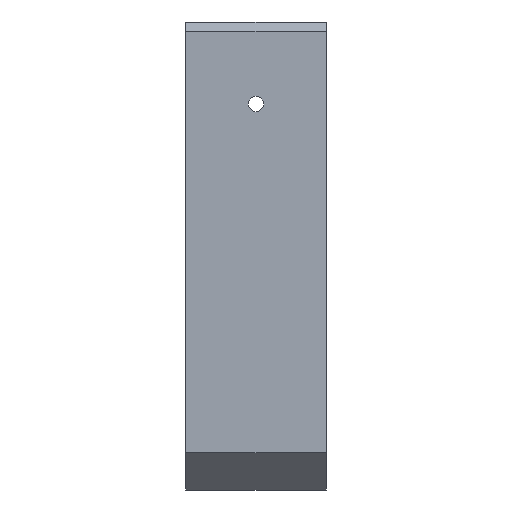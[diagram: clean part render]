
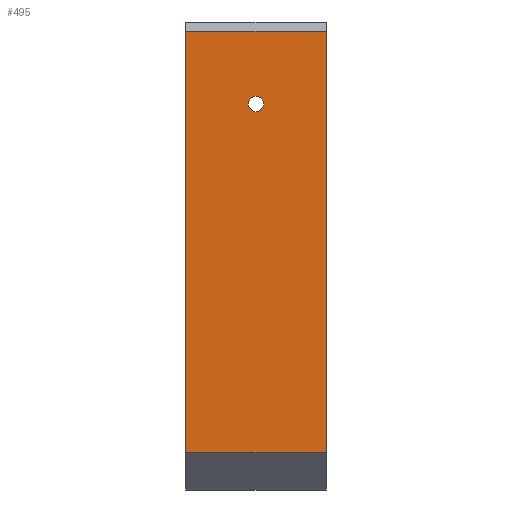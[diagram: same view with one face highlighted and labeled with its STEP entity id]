
A CAD part, front view. The second image highlights one B-rep face of the part: STEP entity #495.
In plain terms, the highlighted planar face has unit normal (0, -1, 0).
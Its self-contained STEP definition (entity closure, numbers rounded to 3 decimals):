
#2 = DIRECTION ( 'NONE',  ( 0., 0., 1. ) ) ;
#8 = ORIENTED_EDGE ( 'NONE', *, *, #514, .T. ) ;
#11 = DIRECTION ( 'NONE',  ( 0., 0., -1. ) ) ;
#38 = ORIENTED_EDGE ( 'NONE', *, *, #592, .T. ) ;
#44 = CIRCLE ( 'NONE', #731, 1.65 ) ;
#57 = VERTEX_POINT ( 'NONE', #336 ) ;
#70 = VERTEX_POINT ( 'NONE', #681 ) ;
#130 = PLANE ( 'NONE',  #683 ) ;
#151 = LINE ( 'NONE', #156, #519 ) ;
#156 = CARTESIAN_POINT ( 'NONE',  ( -15., -38., 7.5 ) ) ;
#160 = LINE ( 'NONE', #1009, #571 ) ;
#178 = CIRCLE ( 'NONE', #587, 1.65 ) ;
#219 = FACE_OUTER_BOUND ( 'NONE', #326, .T. ) ;
#231 = CARTESIAN_POINT ( 'NONE',  ( 0., -38., 75. ) ) ;
#244 = DIRECTION ( 'NONE',  ( 0., 1., 0. ) ) ;
#262 = VECTOR ( 'NONE', #924, 1000. ) ;
#264 = EDGE_CURVE ( 'NONE', #853, #448, #44, .T. ) ;
#276 = ORIENTED_EDGE ( 'NONE', *, *, #264, .T. ) ;
#306 = LINE ( 'NONE', #618, #717 ) ;
#326 = EDGE_LOOP ( 'NONE', ( #575, #38, #502, #8 ) ) ;
#335 = EDGE_CURVE ( 'NONE', #57, #369, #306, .T. ) ;
#336 = CARTESIAN_POINT ( 'NONE',  ( 15., -38., 90.5 ) ) ;
#369 = VERTEX_POINT ( 'NONE', #417 ) ;
#417 = CARTESIAN_POINT ( 'NONE',  ( 15., -38., 0.5 ) ) ;
#443 = DIRECTION ( 'NONE',  ( 0., 0., 1. ) ) ;
#448 = VERTEX_POINT ( 'NONE', #749 ) ;
#467 = DIRECTION ( 'NONE',  ( -1., 0., 0. ) ) ;
#495 = ADVANCED_FACE ( 'NONE', ( #904, #219 ), #130, .F. ) ;
#502 = ORIENTED_EDGE ( 'NONE', *, *, #574, .T. ) ;
#514 = EDGE_CURVE ( 'NONE', #70, #369, #596, .T. ) ;
#519 = VECTOR ( 'NONE', #11, 1000. ) ;
#526 = CARTESIAN_POINT ( 'NONE',  ( 15., -38., 7.5 ) ) ;
#571 = VECTOR ( 'NONE', #467, 1000. ) ;
#574 = EDGE_CURVE ( 'NONE', #948, #70, #151, .T. ) ;
#575 = ORIENTED_EDGE ( 'NONE', *, *, #335, .F. ) ;
#587 = AXIS2_PLACEMENT_3D ( 'NONE', #231, #768, #741 ) ;
#592 = EDGE_CURVE ( 'NONE', #57, #948, #160, .T. ) ;
#596 = LINE ( 'NONE', #613, #262 ) ;
#613 = CARTESIAN_POINT ( 'NONE',  ( 15., -38., 0.5 ) ) ;
#618 = CARTESIAN_POINT ( 'NONE',  ( 15., -38., 7.5 ) ) ;
#634 = CARTESIAN_POINT ( 'NONE',  ( 0., -38., 75. ) ) ;
#662 = ORIENTED_EDGE ( 'NONE', *, *, #899, .T. ) ;
#681 = CARTESIAN_POINT ( 'NONE',  ( -15., -38., 0.5 ) ) ;
#683 = AXIS2_PLACEMENT_3D ( 'NONE', #526, #989, #443 ) ;
#689 = CARTESIAN_POINT ( 'NONE',  ( 0., -38., 73.35 ) ) ;
#716 = CARTESIAN_POINT ( 'NONE',  ( -15., -38., 90.5 ) ) ;
#717 = VECTOR ( 'NONE', #930, 1000. ) ;
#731 = AXIS2_PLACEMENT_3D ( 'NONE', #634, #244, #2 ) ;
#741 = DIRECTION ( 'NONE',  ( 0., 0., 1. ) ) ;
#749 = CARTESIAN_POINT ( 'NONE',  ( 0., -38., 76.65 ) ) ;
#768 = DIRECTION ( 'NONE',  ( 0., 1., 0. ) ) ;
#853 = VERTEX_POINT ( 'NONE', #689 ) ;
#883 = EDGE_LOOP ( 'NONE', ( #662, #276 ) ) ;
#899 = EDGE_CURVE ( 'NONE', #448, #853, #178, .T. ) ;
#904 = FACE_BOUND ( 'NONE', #883, .T. ) ;
#924 = DIRECTION ( 'NONE',  ( 1., 0., 0. ) ) ;
#930 = DIRECTION ( 'NONE',  ( 0., 0., -1. ) ) ;
#948 = VERTEX_POINT ( 'NONE', #716 ) ;
#989 = DIRECTION ( 'NONE',  ( 0., 1., 0. ) ) ;
#1009 = CARTESIAN_POINT ( 'NONE',  ( -15., -38., 90.5 ) ) ;
